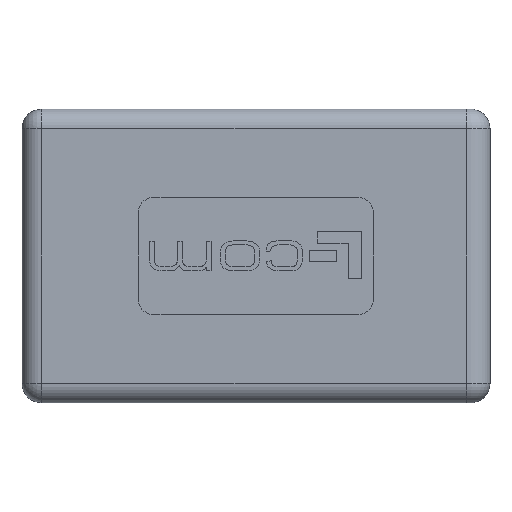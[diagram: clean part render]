
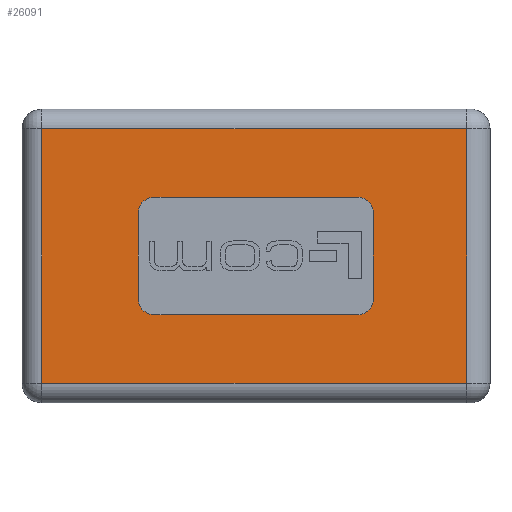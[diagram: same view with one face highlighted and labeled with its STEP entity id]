
A CAD part, left-side view. The second image highlights one B-rep face of the part: STEP entity #26091.
In plain terms, the highlighted planar face has unit normal (-1, 0, 0).
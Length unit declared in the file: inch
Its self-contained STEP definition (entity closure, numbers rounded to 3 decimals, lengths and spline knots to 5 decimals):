
#6833 = CARTESIAN_POINT ( 'NONE',  ( 0., 1.145, -0.7 ) ) ;
#6847 = LINE ( 'NONE', #6894, #6889 ) ;
#6864 = FACE_BOUND ( 'NONE', #26080, .T. ) ;
#6865 = DIRECTION ( 'NONE',  ( 0., 0., 1. ) ) ;
#6866 = VECTOR ( 'NONE', #6865, 39.37008 ) ;
#6871 = CARTESIAN_POINT ( 'NONE',  ( 0., 1.145, -0.05 ) ) ;
#6872 = AXIS2_PLACEMENT_3D ( 'NONE', #6878, #6877, #6920 ) ;
#6873 = CARTESIAN_POINT ( 'NONE',  ( 0., 0.06, -0.05 ) ) ;
#6877 = DIRECTION ( 'NONE',  ( -1., 0., 0. ) ) ;
#6878 = CARTESIAN_POINT ( 'NONE',  ( 0., 0., -0.75 ) ) ;
#6881 = CARTESIAN_POINT ( 'NONE',  ( 0., 0.06, -0.75 ) ) ;
#6882 = LINE ( 'NONE', #6881, #6866 ) ;
#6883 = FACE_OUTER_BOUND ( 'NONE', #26088, .T. ) ;
#6885 = CARTESIAN_POINT ( 'NONE',  ( 0., 0.858, -0.225 ) ) ;
#6886 = CARTESIAN_POINT ( 'NONE',  ( 0., 0.898, -0.485 ) ) ;
#6888 = DIRECTION ( 'NONE',  ( 0., -1., 0. ) ) ;
#6889 = VECTOR ( 'NONE', #6888, 39.37008 ) ;
#6891 = PLANE ( 'NONE',  #6872 ) ;
#6894 = CARTESIAN_POINT ( 'NONE',  ( 0., 0., -0.7 ) ) ;
#6896 = AXIS2_PLACEMENT_3D ( 'NONE', #6952, #6946, #6945 ) ;
#6897 = DIRECTION ( 'NONE',  ( 0., 1., 0. ) ) ;
#6898 = VECTOR ( 'NONE', #6897, 39.37008 ) ;
#6900 = CARTESIAN_POINT ( 'NONE',  ( 0., 0.338, -0.265 ) ) ;
#6901 = CIRCLE ( 'NONE', #6944, 0.04 ) ;
#6903 = CARTESIAN_POINT ( 'NONE',  ( 0., 1.195, -0.05 ) ) ;
#6904 = LINE ( 'NONE', #6903, #6898 ) ;
#6905 = CIRCLE ( 'NONE', #6896, 0.04 ) ;
#6906 = DIRECTION ( 'NONE',  ( 0., 0., -1. ) ) ;
#6907 = VECTOR ( 'NONE', #6906, 39.37008 ) ;
#6908 = CARTESIAN_POINT ( 'NONE',  ( 0., 0.898, -0.485 ) ) ;
#6910 = CARTESIAN_POINT ( 'NONE',  ( 0., 0.338, -0.225 ) ) ;
#6911 = LINE ( 'NONE', #6908, #6907 ) ;
#6912 = DIRECTION ( 'NONE',  ( 0., 1., 0. ) ) ;
#6913 = VECTOR ( 'NONE', #6912, 39.37008 ) ;
#6914 = CARTESIAN_POINT ( 'NONE',  ( 0., 0.338, -0.225 ) ) ;
#6915 = LINE ( 'NONE', #6914, #6913 ) ;
#6916 = DIRECTION ( 'NONE',  ( 0., 0., -1. ) ) ;
#6917 = VECTOR ( 'NONE', #6916, 39.37008 ) ;
#6918 = CARTESIAN_POINT ( 'NONE',  ( 0., 1.145, -0.75 ) ) ;
#6919 = LINE ( 'NONE', #6918, #6917 ) ;
#6920 = DIRECTION ( 'NONE',  ( 0., 0., 1. ) ) ;
#6921 = CARTESIAN_POINT ( 'NONE',  ( 0., 0.298, -0.485 ) ) ;
#6925 = CIRCLE ( 'NONE', #6980, 0.04 ) ;
#6926 = DIRECTION ( 'NONE',  ( 0., 0., 1. ) ) ;
#6927 = DIRECTION ( 'NONE',  ( -1., 0., 0. ) ) ;
#6928 = CARTESIAN_POINT ( 'NONE',  ( 0., 0.858, -0.485 ) ) ;
#6934 = CARTESIAN_POINT ( 'NONE',  ( 0., 0.338, -0.485 ) ) ;
#6936 = DIRECTION ( 'NONE',  ( 0., 0., 1. ) ) ;
#6937 = VECTOR ( 'NONE', #6936, 39.37008 ) ;
#6938 = CARTESIAN_POINT ( 'NONE',  ( 0., 0.338, -0.525 ) ) ;
#6940 = DIRECTION ( 'NONE',  ( 0., 0., 1. ) ) ;
#6941 = DIRECTION ( 'NONE',  ( -1., 0., 0. ) ) ;
#6942 = CARTESIAN_POINT ( 'NONE',  ( 0., 0.298, -0.485 ) ) ;
#6943 = LINE ( 'NONE', #6942, #6937 ) ;
#6944 = AXIS2_PLACEMENT_3D ( 'NONE', #6928, #6927, #6926 ) ;
#6945 = DIRECTION ( 'NONE',  ( 0., 0., 1. ) ) ;
#6946 = DIRECTION ( 'NONE',  ( -1., 0., 0. ) ) ;
#6947 = CARTESIAN_POINT ( 'NONE',  ( 0., 0.298, -0.265 ) ) ;
#6948 = AXIS2_PLACEMENT_3D ( 'NONE', #6900, #6941, #6940 ) ;
#6952 = CARTESIAN_POINT ( 'NONE',  ( 0., 0.858, -0.265 ) ) ;
#6953 = CIRCLE ( 'NONE', #6948, 0.04 ) ;
#6967 = CARTESIAN_POINT ( 'NONE',  ( 0., 0.858, -0.525 ) ) ;
#6970 = DIRECTION ( 'NONE',  ( 0., -1., 0. ) ) ;
#6971 = VECTOR ( 'NONE', #6970, 39.37008 ) ;
#6972 = CARTESIAN_POINT ( 'NONE',  ( 0., 0.338, -0.525 ) ) ;
#6974 = LINE ( 'NONE', #6972, #6971 ) ;
#6978 = DIRECTION ( 'NONE',  ( 0., 0., 1. ) ) ;
#6979 = DIRECTION ( 'NONE',  ( -1., 0., 0. ) ) ;
#6980 = AXIS2_PLACEMENT_3D ( 'NONE', #6934, #6979, #6978 ) ;
#6982 = CARTESIAN_POINT ( 'NONE',  ( 0., 0.06, -0.7 ) ) ;
#6985 = CARTESIAN_POINT ( 'NONE',  ( 0., 0.898, -0.265 ) ) ;
#26068 = ORIENTED_EDGE ( 'NONE', *, *, #26099, .T. ) ;
#26074 = VERTEX_POINT ( 'NONE', #6833 ) ;
#26075 = ORIENTED_EDGE ( 'NONE', *, *, #26077, .T. ) ;
#26077 = EDGE_CURVE ( 'NONE', #26074, #26130, #6847, .T. ) ;
#26080 = EDGE_LOOP ( 'NONE', ( #26107, #26097, #26092, #26093, #26129, #26123, #26122, #26134 ) ) ;
#26082 = VERTEX_POINT ( 'NONE', #6886 ) ;
#26083 = VERTEX_POINT ( 'NONE', #6885 ) ;
#26084 = VERTEX_POINT ( 'NONE', #6873 ) ;
#26086 = VERTEX_POINT ( 'NONE', #6871 ) ;
#26088 = EDGE_LOOP ( 'NONE', ( #26119, #26075, #26068, #26098 ) ) ;
#26091 = ADVANCED_FACE ( 'NONE', ( #6864, #6883 ), #6891, .T. ) ;
#26092 = ORIENTED_EDGE ( 'NONE', *, *, #26112, .F. ) ;
#26093 = ORIENTED_EDGE ( 'NONE', *, *, #26100, .F. ) ;
#26095 = EDGE_CURVE ( 'NONE', #26086, #26074, #6919, .T. ) ;
#26096 = VERTEX_POINT ( 'NONE', #6921 ) ;
#26097 = ORIENTED_EDGE ( 'NONE', *, *, #26101, .F. ) ;
#26098 = ORIENTED_EDGE ( 'NONE', *, *, #26105, .T. ) ;
#26099 = EDGE_CURVE ( 'NONE', #26130, #26084, #6882, .T. ) ;
#26100 = EDGE_CURVE ( 'NONE', #26102, #26083, #6915, .T. ) ;
#26101 = EDGE_CURVE ( 'NONE', #26128, #26082, #6911, .T. ) ;
#26102 = VERTEX_POINT ( 'NONE', #6910 ) ;
#26105 = EDGE_CURVE ( 'NONE', #26084, #26086, #6904, .T. ) ;
#26107 = ORIENTED_EDGE ( 'NONE', *, *, #26118, .F. ) ;
#26112 = EDGE_CURVE ( 'NONE', #26083, #26128, #6905, .T. ) ;
#26113 = EDGE_CURVE ( 'NONE', #26116, #26102, #6953, .T. ) ;
#26114 = EDGE_CURVE ( 'NONE', #26096, #26116, #6943, .T. ) ;
#26115 = VERTEX_POINT ( 'NONE', #6938 ) ;
#26116 = VERTEX_POINT ( 'NONE', #6947 ) ;
#26118 = EDGE_CURVE ( 'NONE', #26082, #26131, #6901, .T. ) ;
#26119 = ORIENTED_EDGE ( 'NONE', *, *, #26095, .T. ) ;
#26121 = EDGE_CURVE ( 'NONE', #26115, #26096, #6925, .T. ) ;
#26122 = ORIENTED_EDGE ( 'NONE', *, *, #26121, .F. ) ;
#26123 = ORIENTED_EDGE ( 'NONE', *, *, #26114, .F. ) ;
#26126 = EDGE_CURVE ( 'NONE', #26131, #26115, #6974, .T. ) ;
#26128 = VERTEX_POINT ( 'NONE', #6985 ) ;
#26129 = ORIENTED_EDGE ( 'NONE', *, *, #26113, .F. ) ;
#26130 = VERTEX_POINT ( 'NONE', #6982 ) ;
#26131 = VERTEX_POINT ( 'NONE', #6967 ) ;
#26134 = ORIENTED_EDGE ( 'NONE', *, *, #26126, .F. ) ;
